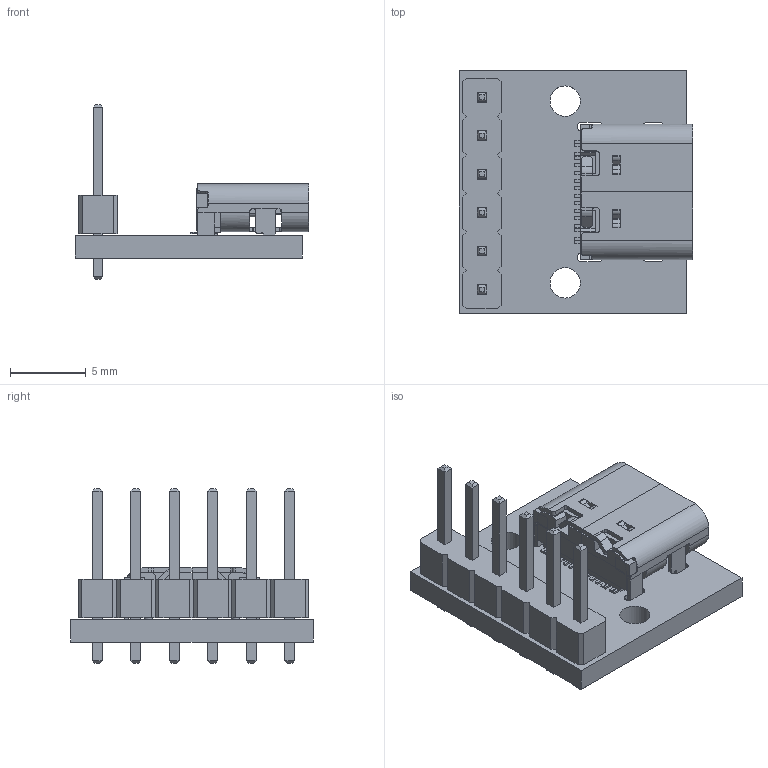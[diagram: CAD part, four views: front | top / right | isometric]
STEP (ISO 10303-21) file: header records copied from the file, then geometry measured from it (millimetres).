
FILE_DESCRIPTION(('KiCad electronic assembly'),'2;1');
FILE_NAME('TypeC_Bradboard.step','2025-11-26T11:38:55',('Pcbnew'),( 'Kicad'),'Open CASCADE STEP processor 7.8','KiCad to STEP converter' ,'Unknown');
FILE_SCHEMA(('AUTOMOTIVE_DESIGN { 1 0 10303 214 1 1 1 1 }'));
Length unit declared in the file: millimetre
Products named in the file (4): TypeC_Bradboard 1; PinHeader_1x06_P2.54mm_Vertical; USB_C_Receptacle_GCT_USB4105-xx-A_16P_TopMnt_Horizontal; TypeC_Bradboard_PCB
Assembly tree (3 placements, depth 2):
  TypeC_Bradboard 1
    PinHeader_1x06_P2.54mm_Vertical
    USB_C_Receptacle_GCT_USB4105-xx-A_16P_TopMnt_Horizontal
    TypeC_Bradboard_PCB
Bounding box: 15.43 x 16 x 11.54 mm (x, y, z)
Volume: 577.7 mm3; surface area: 1460.3 mm2
Topology: 38 solids, 38 shells, 826 faces, 2044 edges, 1296 vertices
Faces by surface type: plane 660, cylinder 158, cone 8
Full cylindrical faces by diameter (mm): 0.5 x2, 0.65 x2, 1 x6, 2 x2
Entity records: 30055 total; most frequent: CARTESIAN_POINT 4274, ORIENTED_EDGE 4088, DIRECTION 4014, EDGE_CURVE 2044, LINE 1710, VECTOR 1710, VERTEX_POINT 1296, AXIS2_PLACEMENT_3D 1152
